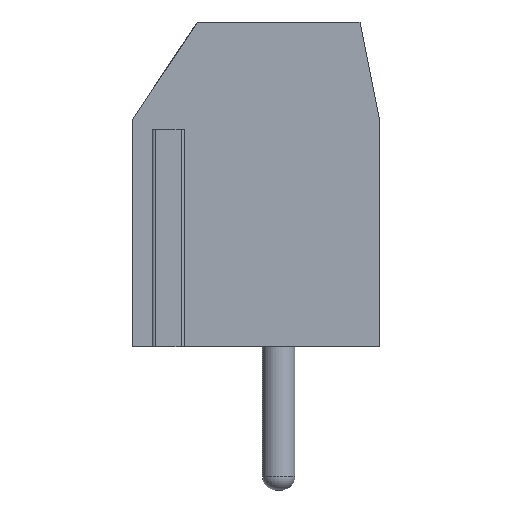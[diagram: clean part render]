
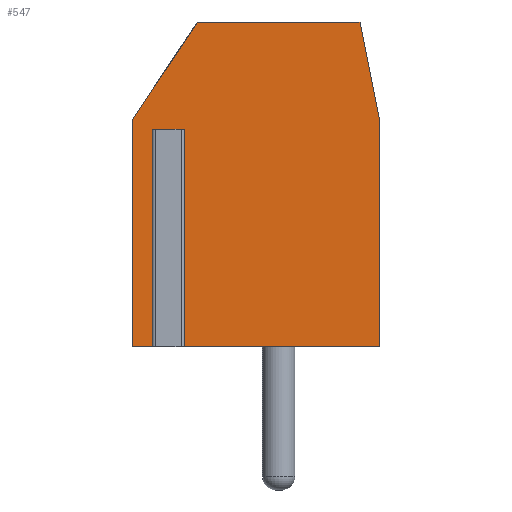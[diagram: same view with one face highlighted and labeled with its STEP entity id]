
A CAD part, left-side view. The second image highlights one B-rep face of the part: STEP entity #547.
In plain terms, the highlighted planar face has unit normal (-1, 0, 0).
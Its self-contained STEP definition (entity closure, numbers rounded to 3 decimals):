
#547=ADVANCED_FACE('',(#1622),#1624,.T.);
#1622=FACE_BOUND('',#1623,.T.);
#1623=EDGE_LOOP('',(#2544,#2545,#2546,#2547,#2548,#2549,#2550,#2551,#2552,#2553));
#1624=PLANE('',#1625);
#1625=AXIS2_PLACEMENT_3D('',#1626,#1627,#1628);
#1626=CARTESIAN_POINT('',(-2.5,0.,0.));
#1627=DIRECTION('',(-1.,0.,0.));
#1628=DIRECTION('',(0.,0.,-1.));
#2544=ORIENTED_EDGE('',*,*,#3076,.F.);
#2545=ORIENTED_EDGE('',*,*,#3010,.T.);
#2546=ORIENTED_EDGE('',*,*,#3052,.T.);
#2547=ORIENTED_EDGE('',*,*,#3049,.T.);
#2548=ORIENTED_EDGE('',*,*,#3041,.T.);
#2549=ORIENTED_EDGE('',*,*,#3036,.T.);
#2550=ORIENTED_EDGE('',*,*,#3031,.T.);
#2551=ORIENTED_EDGE('',*,*,#3016,.T.);
#2552=ORIENTED_EDGE('',*,*,#3077,.F.);
#2553=ORIENTED_EDGE('',*,*,#3078,.F.);
#3010=EDGE_CURVE('',#3320,#3318,#3321,.T.);
#3016=EDGE_CURVE('',#3332,#3330,#3333,.T.);
#3031=EDGE_CURVE('',#3355,#3332,#3356,.T.);
#3036=EDGE_CURVE('',#3363,#3355,#3364,.T.);
#3041=EDGE_CURVE('',#3371,#3363,#3372,.T.);
#3049=EDGE_CURVE('',#3386,#3371,#3387,.T.);
#3052=EDGE_CURVE('',#3318,#3386,#3391,.T.);
#3076=EDGE_CURVE('',#3320,#3430,#3431,.T.);
#3077=EDGE_CURVE('',#3432,#3330,#3433,.T.);
#3078=EDGE_CURVE('',#3430,#3432,#3434,.F.);
#3318=VERTEX_POINT('',#3843);
#3320=VERTEX_POINT('',#3847);
#3321=LINE('',#3848,#3849);
#3330=VERTEX_POINT('',#3869);
#3332=VERTEX_POINT('',#3873);
#3333=LINE('',#3874,#3875);
#3355=VERTEX_POINT('',#3929);
#3356=LINE('',#3930,#3931);
#3363=VERTEX_POINT('',#3952);
#3364=LINE('',#3953,#3954);
#3371=VERTEX_POINT('',#3975);
#3372=LINE('',#3976,#3977);
#3386=VERTEX_POINT('',#4008);
#3387=LINE('',#4009,#4010);
#3391=LINE('',#4019,#4020);
#3430=VERTEX_POINT('',#4108);
#3431=LINE('',#4109,#4110);
#3432=VERTEX_POINT('',#4112);
#3433=LINE('',#4113,#4114);
#3434=LINE('',#4116,#4117);
#3843=CARTESIAN_POINT('',(-2.5,-3.1,0.));
#3847=CARTESIAN_POINT('',(-2.5,3.1,0.));
#3848=CARTESIAN_POINT('',(-2.5,3.1,0.));
#3849=VECTOR('',#3850,1.);
#3850=DIRECTION('',(0.,-1.,0.));
#3869=CARTESIAN_POINT('',(-2.5,3.7,0.));
#3873=CARTESIAN_POINT('',(-2.5,4.5,0.));
#3874=CARTESIAN_POINT('',(-2.5,4.5,0.));
#3875=VECTOR('',#3876,1.);
#3876=DIRECTION('',(0.,-1.,0.));
#3929=CARTESIAN_POINT('',(-2.5,4.5,7.));
#3930=CARTESIAN_POINT('',(-2.5,4.5,7.));
#3931=VECTOR('',#3932,1.);
#3932=DIRECTION('',(0.,0.,-1.));
#3952=CARTESIAN_POINT('',(-2.5,2.5,10.));
#3953=CARTESIAN_POINT('',(-2.5,2.5,10.));
#3954=VECTOR('',#3955,1.);
#3955=DIRECTION('',(0.,0.555,-0.832));
#3975=CARTESIAN_POINT('',(-2.5,-2.5,10.));
#3976=CARTESIAN_POINT('',(-2.5,-2.5,10.));
#3977=VECTOR('',#3978,1.);
#3978=DIRECTION('',(0.,1.,0.));
#4008=CARTESIAN_POINT('',(-2.5,-3.1,7.));
#4009=CARTESIAN_POINT('',(-2.5,-3.1,7.));
#4010=VECTOR('',#4011,1.);
#4011=DIRECTION('',(0.,0.196,0.981));
#4019=CARTESIAN_POINT('',(-2.5,-3.1,0.));
#4020=VECTOR('',#4021,1.);
#4021=DIRECTION('',(0.,0.,1.));
#4108=CARTESIAN_POINT('',(-2.5,3.1,6.7));
#4109=CARTESIAN_POINT('',(-2.5,3.1,0.));
#4110=VECTOR('',#4111,1.);
#4111=DIRECTION('',(0.,0.,1.));
#4112=CARTESIAN_POINT('',(-2.5,3.7,6.7));
#4113=CARTESIAN_POINT('',(-2.5,3.7,6.7));
#4114=VECTOR('',#4115,1.);
#4115=DIRECTION('',(0.,0.,-1.));
#4116=CARTESIAN_POINT('',(-2.5,3.7,6.7));
#4117=VECTOR('',#4118,1.);
#4118=DIRECTION('',(0.,-1.,0.));
